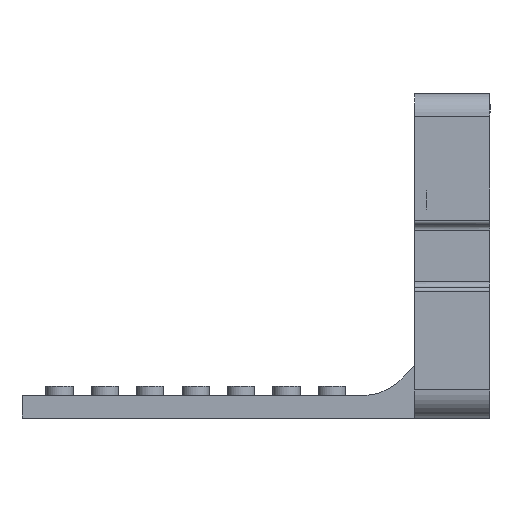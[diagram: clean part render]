
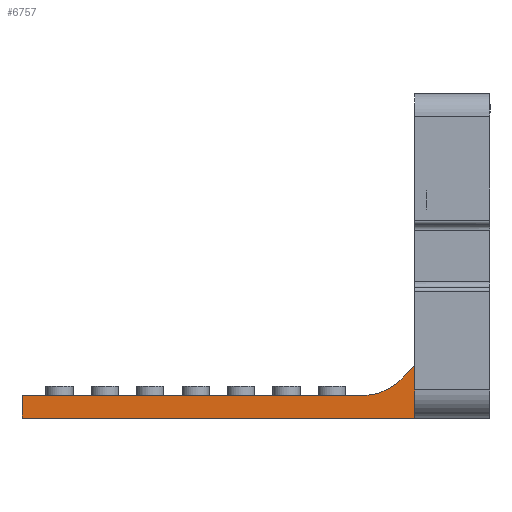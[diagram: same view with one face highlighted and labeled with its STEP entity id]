
A CAD part, left-side view. The second image highlights one B-rep face of the part: STEP entity #6757.
In plain terms, the highlighted planar face has unit normal (-1, 0, 0).
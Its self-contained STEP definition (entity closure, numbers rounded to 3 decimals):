
#500=PLANE('',#7523);
#841=FACE_OUTER_BOUND('',#1292,.T.);
#1292=EDGE_LOOP('',(#5637,#5638,#5639,#5640,#5641,#5642));
#1885=LINE('',#11355,#2343);
#1886=LINE('',#11357,#2344);
#1887=LINE('',#11359,#2345);
#1888=LINE('',#11360,#2346);
#2343=VECTOR('',#9317,10.);
#2344=VECTOR('',#9318,10.);
#2345=VECTOR('',#9319,10.);
#2346=VECTOR('',#9320,10.);
#2839=CIRCLE('',#7521,17.5);
#2841=CIRCLE('',#7524,9.);
#3348=VERTEX_POINT('',#11331);
#3349=VERTEX_POINT('',#11333);
#3353=VERTEX_POINT('',#11352);
#3354=VERTEX_POINT('',#11354);
#3355=VERTEX_POINT('',#11356);
#3356=VERTEX_POINT('',#11358);
#4194=EDGE_CURVE('',#3348,#3349,#2839,.T.);
#4199=EDGE_CURVE('',#3353,#3348,#2841,.T.);
#4200=EDGE_CURVE('',#3353,#3354,#1885,.T.);
#4201=EDGE_CURVE('',#3355,#3354,#1886,.T.);
#4202=EDGE_CURVE('',#3356,#3355,#1887,.T.);
#4203=EDGE_CURVE('',#3349,#3356,#1888,.T.);
#5637=ORIENTED_EDGE('',*,*,#4194,.F.);
#5638=ORIENTED_EDGE('',*,*,#4199,.F.);
#5639=ORIENTED_EDGE('',*,*,#4200,.T.);
#5640=ORIENTED_EDGE('',*,*,#4201,.F.);
#5641=ORIENTED_EDGE('',*,*,#4202,.F.);
#5642=ORIENTED_EDGE('',*,*,#4203,.F.);
#6757=ADVANCED_FACE('',(#841),#500,.T.);
#7521=AXIS2_PLACEMENT_3D('',#11334,#9307,#9308);
#7523=AXIS2_PLACEMENT_3D('',#11351,#9313,#9314);
#7524=AXIS2_PLACEMENT_3D('',#11353,#9315,#9316);
#9307=DIRECTION('center_axis',(1.,0.,0.));
#9308=DIRECTION('ref_axis',(0.,0.412,0.911));
#9313=DIRECTION('center_axis',(-1.,0.,0.));
#9314=DIRECTION('ref_axis',(0.,0.,1.));
#9315=DIRECTION('center_axis',(-1.,0.,0.));
#9316=DIRECTION('ref_axis',(0.,-0.707,-0.707));
#9317=DIRECTION('',(0.,1.,0.));
#9318=DIRECTION('',(0.,0.,1.));
#9319=DIRECTION('',(0.,1.,0.));
#9320=DIRECTION('',(0.,0.,-1.));
#11331=CARTESIAN_POINT('',(-247.6,-132.015,-115.594));
#11333=CARTESIAN_POINT('',(-247.6,-134.256,-113.46));
#11334=CARTESIAN_POINT('Origin',(-247.6,-145.156,-127.151));
#11351=CARTESIAN_POINT('Origin',(-247.6,-134.256,-122.651));
#11352=CARTESIAN_POINT('',(-247.6,-125.256,-118.651));
#11353=CARTESIAN_POINT('Origin',(-247.6,-125.256,-109.651));
#11354=CARTESIAN_POINT('',(-247.6,-65.056,-118.651));
#11355=CARTESIAN_POINT('',(-247.6,-134.256,-118.651));
#11356=CARTESIAN_POINT('',(-247.6,-65.056,-122.651));
#11357=CARTESIAN_POINT('',(-247.6,-65.056,-118.651));
#11358=CARTESIAN_POINT('',(-247.6,-134.256,-122.651));
#11359=CARTESIAN_POINT('',(-247.6,-134.256,-122.651));
#11360=CARTESIAN_POINT('',(-247.6,-134.256,-89.407));
